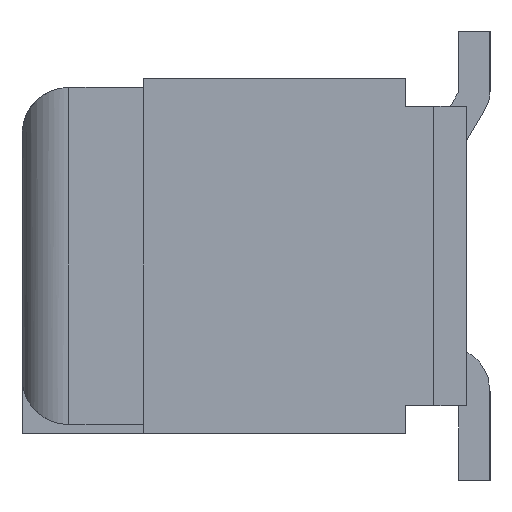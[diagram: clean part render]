
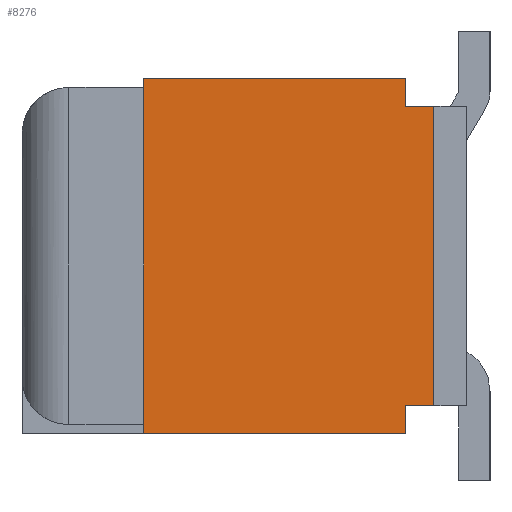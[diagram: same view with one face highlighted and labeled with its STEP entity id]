
A CAD part, left-side view. The second image highlights one B-rep face of the part: STEP entity #8276.
In plain terms, the highlighted planar face has unit normal (-1, 0, 0).
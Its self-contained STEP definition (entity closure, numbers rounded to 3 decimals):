
#3406=EDGE_CURVE('',#5026,#7590,#9596,.T.);
#3572=VERTEX_POINT('',#9775);
#4286=EDGE_CURVE('',#8354,#8346,#10539,.T.);
#4614=EDGE_CURVE('',#7590,#8354,#10897,.T.);
#4750=EDGE_CURVE('',#3572,#5986,#11045,.T.);
#4832=EDGE_CURVE('',#8512,#4878,#11134,.T.);
#4878=VERTEX_POINT('',#11181);
#5026=VERTEX_POINT('',#11340);
#5102=VERTEX_POINT('',#11424);
#5220=VERTEX_POINT('',#11549);
#5986=VERTEX_POINT('',#12375);
#6884=EDGE_CURVE('',#8346,#5102,#13369,.T.);
#7030=EDGE_CURVE('',#5026,#5220,#13526,.T.);
#7590=VERTEX_POINT('',#14148);
#7736=EDGE_CURVE('',#5986,#5220,#14308,.T.);
#8008=EDGE_CURVE('',#8512,#3572,#14596,.T.);
#8276=ADVANCED_FACE('',(#14883),#14884,.F.);
#8346=VERTEX_POINT('',#14963);
#8354=VERTEX_POINT('',#14972);
#8512=VERTEX_POINT('',#15149);
#8652=EDGE_CURVE('',#5102,#4878,#15304,.T.);
#9596=LINE('',#16464,#16465);
#9775=CARTESIAN_POINT('',(-8.5,3.7,1.8));
#10539=LINE('',#17841,#17842);
#10897=LINE('',#18373,#18374);
#11045=LINE('',#18593,#18594);
#11134=LINE('',#18728,#18729);
#11181=CARTESIAN_POINT('',(-8.5,0.9,1.9));
#11340=CARTESIAN_POINT('',(-8.5,0.9,-1.9));
#11424=CARTESIAN_POINT('',(-8.5,0.9,1.6));
#11549=CARTESIAN_POINT('',(-8.5,3.7,-1.9));
#12375=CARTESIAN_POINT('',(-8.5,3.7,-1.8));
#13369=LINE('',#21949,#21950);
#13526=LINE('',#22192,#22193);
#14148=CARTESIAN_POINT('',(-8.5,0.9,-1.6));
#14308=LINE('',#23320,#23321);
#14596=LINE('',#23750,#23751);
#14883=FACE_OUTER_BOUND('',#24164,.T.);
#14884=PLANE('',#24165);
#14963=CARTESIAN_POINT('',(-8.5,0.6,1.6));
#14972=CARTESIAN_POINT('',(-8.5,0.6,-1.6));
#15149=CARTESIAN_POINT('',(-8.5,3.7,1.9));
#15304=LINE('',#24750,#24751);
#16464=CARTESIAN_POINT('',(-8.5,0.9,-0.875));
#16465=VECTOR('',#26001,1.0);
#17841=CARTESIAN_POINT('',(-8.5,0.6,0.0));
#17842=VECTOR('',#26815,1.0);
#18373=CARTESIAN_POINT('',(-8.5,1.213,-1.6));
#18374=VECTOR('',#27202,1.0);
#18593=CARTESIAN_POINT('',(-8.5,3.7,0.0));
#18594=VECTOR('',#27352,1.0);
#18728=CARTESIAN_POINT('',(-8.5,1.975,1.9));
#18729=VECTOR('',#27440,1.0);
#21949=CARTESIAN_POINT('',(-8.5,1.213,1.6));
#21950=VECTOR('',#29630,1.0);
#22192=CARTESIAN_POINT('',(-8.5,1.975,-1.9));
#22193=VECTOR('',#29767,1.0);
#23320=CARTESIAN_POINT('',(-8.5,3.7,0.0));
#23321=VECTOR('',#30603,1.0);
#23750=CARTESIAN_POINT('',(-8.5,3.7,0.0));
#23751=VECTOR('',#30807,1.0);
#24164=EDGE_LOOP('',(#31086,#31087,#31088,#31089,#31090,#31091,#31092,#31093,#31094,#31095));
#24165=AXIS2_PLACEMENT_3D('',#31096,#31097,#31098);
#24750=CARTESIAN_POINT('',(-8.5,0.9,0.875));
#24751=VECTOR('',#31685,1.0);
#26001=DIRECTION('',(-0.0,0.0,1.0));
#26815=DIRECTION('',(-0.0,0.0,1.0));
#27202=DIRECTION('',(0.0,-1.0,0.0));
#27352=DIRECTION('',(0.0,0.0,-1.0));
#27440=DIRECTION('',(0.0,-1.0,0.0));
#29630=DIRECTION('',(0.0,1.0,0.0));
#29767=DIRECTION('',(0.0,1.0,0.0));
#30603=DIRECTION('',(0.0,0.0,-1.0));
#30807=DIRECTION('',(0.0,0.0,-1.0));
#31086=ORIENTED_EDGE('',*,*,#4614,.T.);
#31087=ORIENTED_EDGE('',*,*,#4286,.T.);
#31088=ORIENTED_EDGE('',*,*,#6884,.T.);
#31089=ORIENTED_EDGE('',*,*,#8652,.T.);
#31090=ORIENTED_EDGE('',*,*,#4832,.F.);
#31091=ORIENTED_EDGE('',*,*,#8008,.T.);
#31092=ORIENTED_EDGE('',*,*,#4750,.T.);
#31093=ORIENTED_EDGE('',*,*,#7736,.T.);
#31094=ORIENTED_EDGE('',*,*,#7030,.F.);
#31095=ORIENTED_EDGE('',*,*,#3406,.T.);
#31096=CARTESIAN_POINT('',(-8.5,1.975,0.0));
#31097=DIRECTION('',(1.0,0.0,0.0));
#31098=DIRECTION('',(0.0,0.0,-1.0));
#31685=DIRECTION('',(-0.0,0.0,1.0));
